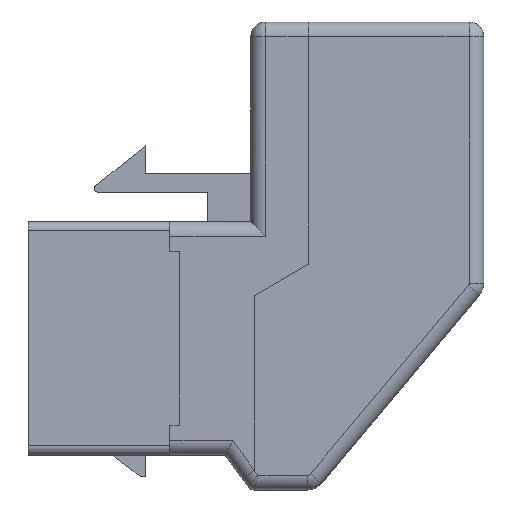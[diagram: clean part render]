
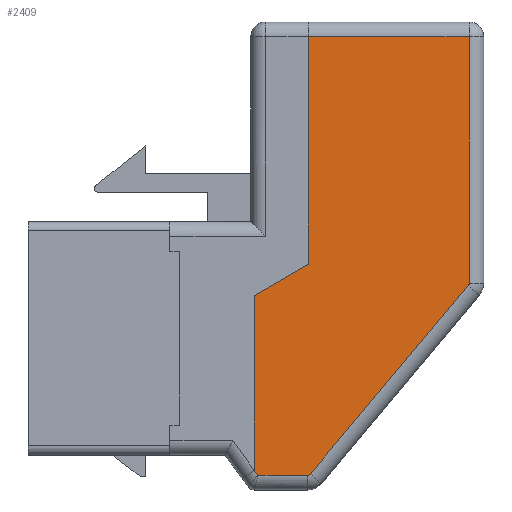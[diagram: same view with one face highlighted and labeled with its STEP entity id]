
A CAD part, left-side view. The second image highlights one B-rep face of the part: STEP entity #2409.
In plain terms, the highlighted planar face has unit normal (-1, 0, 0).
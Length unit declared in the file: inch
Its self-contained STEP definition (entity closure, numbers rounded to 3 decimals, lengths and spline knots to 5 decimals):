
#337 = VECTOR ( 'NONE', #5475, 39.37008 ) ;
#339 = LINE ( 'NONE', #5457, #337 ) ;
#341 = VECTOR ( 'NONE', #707, 39.37008 ) ;
#343 = CIRCLE ( 'NONE', #1023, 0.01 ) ;
#344 = VECTOR ( 'NONE', #711, 39.37008 ) ;
#349 = LINE ( 'NONE', #5458, #344 ) ;
#360 = VECTOR ( 'NONE', #5492, 39.37008 ) ;
#361 = LINE ( 'NONE', #5482, #341 ) ;
#363 = LINE ( 'NONE', #5493, #360 ) ;
#404 = DIRECTION ( 'NONE',  ( 0., 0., 1. ) ) ;
#408 = CARTESIAN_POINT ( 'NONE',  ( -0.369, -0.40993, 0.3185 ) ) ;
#410 = DIRECTION ( 'NONE',  ( 0., -0.586, -0.81 ) ) ;
#413 = CARTESIAN_POINT ( 'NONE',  ( -0.369, -0.70285, -0.76434 ) ) ;
#435 = DIRECTION ( 'NONE',  ( 0., 0., -1. ) ) ;
#437 = DIRECTION ( 'NONE',  ( -1., 0., 0. ) ) ;
#445 = CARTESIAN_POINT ( 'NONE',  ( -0.369, -0.55542, -0.3635 ) ) ;
#626 = DIRECTION ( 'NONE',  ( 0., -0.643, 0.766 ) ) ;
#655 = CARTESIAN_POINT ( 'NONE',  ( -0.369, -1.57836, 0.84003 ) ) ;
#662 = DIRECTION ( 'NONE',  ( 0., 0., -1. ) ) ;
#664 = DIRECTION ( 'NONE',  ( -1., 0., 0. ) ) ;
#672 = CARTESIAN_POINT ( 'NONE',  ( -0.369, -0.986, 0.14964 ) ) ;
#674 = DIRECTION ( 'NONE',  ( 0., -1., 0. ) ) ;
#684 = CARTESIAN_POINT ( 'NONE',  ( -0.369, -2.19989, -0.3735 ) ) ;
#707 = DIRECTION ( 'NONE',  ( 0., -0.865, 0.502 ) ) ;
#711 = DIRECTION ( 'NONE',  ( 0., 0., 1. ) ) ;
#740 = ORIENTED_EDGE ( 'NONE', *, *, #1135, .T. ) ;
#741 = ORIENTED_EDGE ( 'NONE', *, *, #1142, .T. ) ;
#742 = ORIENTED_EDGE ( 'NONE', *, *, #1139, .F. ) ;
#743 = ORIENTED_EDGE ( 'NONE', *, *, #1140, .F. ) ;
#744 = ORIENTED_EDGE ( 'NONE', *, *, #1147, .F. ) ;
#745 = ORIENTED_EDGE ( 'NONE', *, *, #1146, .T. ) ;
#746 = ORIENTED_EDGE ( 'NONE', *, *, #1145, .T. ) ;
#747 = ORIENTED_EDGE ( 'NONE', *, *, #1144, .T. ) ;
#748 = ORIENTED_EDGE ( 'NONE', *, *, #1143, .T. ) ;
#750 = ORIENTED_EDGE ( 'NONE', *, *, #1141, .T. ) ;
#913 = AXIS2_PLACEMENT_3D ( 'NONE', #4714, #4704, #4702 ) ;
#1022 = AXIS2_PLACEMENT_3D ( 'NONE', #445, #437, #435 ) ;
#1023 = AXIS2_PLACEMENT_3D ( 'NONE', #672, #664, #662 ) ;
#1135 = EDGE_CURVE ( 'NONE', #1702, #3658, #363, .T. ) ;
#1139 = EDGE_CURVE ( 'NONE', #3801, #3694, #349, .T. ) ;
#1140 = EDGE_CURVE ( 'NONE', #1867, #3801, #361, .T. ) ;
#1141 = EDGE_CURVE ( 'NONE', #3695, #1702, #343, .T. ) ;
#1142 = EDGE_CURVE ( 'NONE', #3658, #3694, #339, .T. ) ;
#1143 = EDGE_CURVE ( 'NONE', #3691, #3695, #4335, .T. ) ;
#1144 = EDGE_CURVE ( 'NONE', #3692, #3691, #4364, .T. ) ;
#1145 = EDGE_CURVE ( 'NONE', #3922, #3692, #4312, .T. ) ;
#1146 = EDGE_CURVE ( 'NONE', #3690, #3922, #4410, .T. ) ;
#1147 = EDGE_CURVE ( 'NONE', #3690, #1867, #4376, .T. ) ;
#1608 = FACE_OUTER_BOUND ( 'NONE', #1884, .T. ) ;
#1702 = VERTEX_POINT ( 'NONE', #4854 ) ;
#1867 = VERTEX_POINT ( 'NONE', #2211 ) ;
#1884 = EDGE_LOOP ( 'NONE', ( #740, #741, #742, #743, #744, #745, #746, #747, #748, #750 ) ) ;
#2211 = CARTESIAN_POINT ( 'NONE',  ( -0.369, -0.40993, 0.1165 ) ) ;
#2409 = ADVANCED_FACE ( 'NONE', ( #1608 ), #4706, .F. ) ;
#3173 = CARTESIAN_POINT ( 'NONE',  ( -0.369, -0.42015, -0.3735 ) ) ;
#3193 = CARTESIAN_POINT ( 'NONE',  ( -0.369, -0.558, 0.2025 ) ) ;
#3234 = CARTESIAN_POINT ( 'NONE',  ( -0.369, -0.558, 0.8225 ) ) ;
#3235 = CARTESIAN_POINT ( 'NONE',  ( -0.369, -0.55542, -0.3735 ) ) ;
#3237 = CARTESIAN_POINT ( 'NONE',  ( -0.369, -0.99366, 0.14321 ) ) ;
#3238 = CARTESIAN_POINT ( 'NONE',  ( -0.369, -0.40993, -0.35937 ) ) ;
#3242 = CARTESIAN_POINT ( 'NONE',  ( -0.369, -0.996, 0.8225 ) ) ;
#3249 = CARTESIAN_POINT ( 'NONE',  ( -0.369, -0.56309, -0.36993 ) ) ;
#3658 = VERTEX_POINT ( 'NONE', #3242 ) ;
#3690 = VERTEX_POINT ( 'NONE', #3238 ) ;
#3691 = VERTEX_POINT ( 'NONE', #3249 ) ;
#3692 = VERTEX_POINT ( 'NONE', #3235 ) ;
#3694 = VERTEX_POINT ( 'NONE', #3234 ) ;
#3695 = VERTEX_POINT ( 'NONE', #3237 ) ;
#3801 = VERTEX_POINT ( 'NONE', #3193 ) ;
#3922 = VERTEX_POINT ( 'NONE', #3173 ) ;
#4299 = VECTOR ( 'NONE', #626, 39.37008 ) ;
#4312 = LINE ( 'NONE', #684, #4383 ) ;
#4335 = LINE ( 'NONE', #655, #4299 ) ;
#4364 = CIRCLE ( 'NONE', #1022, 0.01 ) ;
#4369 = VECTOR ( 'NONE', #404, 39.37008 ) ;
#4376 = LINE ( 'NONE', #408, #4369 ) ;
#4383 = VECTOR ( 'NONE', #674, 39.37008 ) ;
#4393 = VECTOR ( 'NONE', #410, 39.37008 ) ;
#4410 = LINE ( 'NONE', #413, #4393 ) ;
#4702 = DIRECTION ( 'NONE',  ( 0., 0., -1. ) ) ;
#4704 = DIRECTION ( 'NONE',  ( 1., 0., 0. ) ) ;
#4706 = PLANE ( 'NONE',  #913 ) ;
#4714 = CARTESIAN_POINT ( 'NONE',  ( -0.369, -2.19989, 0.3185 ) ) ;
#4854 = CARTESIAN_POINT ( 'NONE',  ( -0.369, -0.996, 0.14964 ) ) ;
#5457 = CARTESIAN_POINT ( 'NONE',  ( -0.369, -2.19989, 0.8225 ) ) ;
#5458 = CARTESIAN_POINT ( 'NONE',  ( -0.369, -0.558, 0.3185 ) ) ;
#5475 = DIRECTION ( 'NONE',  ( 0., 1., 0. ) ) ;
#5482 = CARTESIAN_POINT ( 'NONE',  ( -0.369, -1.8361, 0.94484 ) ) ;
#5492 = DIRECTION ( 'NONE',  ( 0., 0., 1. ) ) ;
#5493 = CARTESIAN_POINT ( 'NONE',  ( -0.369, -0.996, 0.3185 ) ) ;
